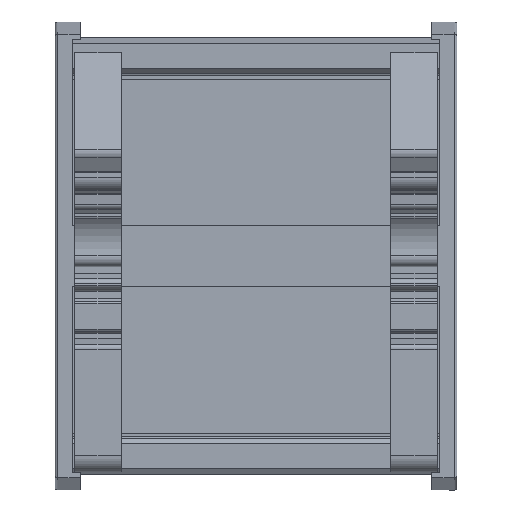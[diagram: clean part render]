
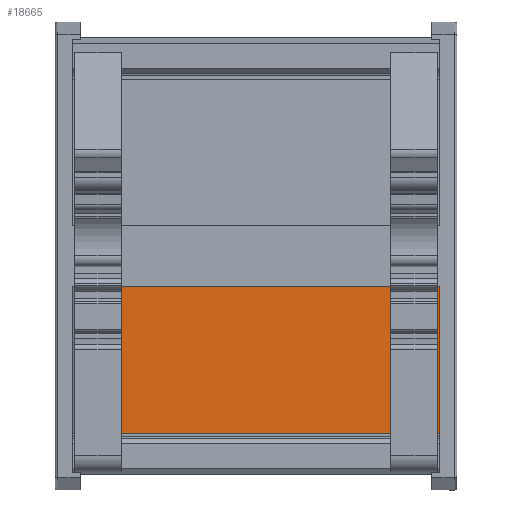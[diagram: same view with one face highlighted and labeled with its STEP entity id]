
A CAD part, front view. The second image highlights one B-rep face of the part: STEP entity #18665.
In plain terms, the highlighted planar face has unit normal (0, -1, 0).
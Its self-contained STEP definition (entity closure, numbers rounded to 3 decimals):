
#18609=CARTESIAN_POINT('',(-530.109,-523.966,72.2));
#18610=VERTEX_POINT('',#18609);
#18617=CARTESIAN_POINT('',(-530.109,-523.966,0.0));
#18618=VERTEX_POINT('',#18617);
#18619=CARTESIAN_POINT('',(-530.109,-523.966,0.0));
#18620=DIRECTION('',(0.0,0.0,1.0));
#18621=VECTOR('',#18620,72.2);
#18622=LINE('',#18619,#18621);
#18623=EDGE_CURVE('',#18618,#18610,#18622,.T.);
#18635=CARTESIAN_POINT('',(-530.109,-523.966,0.0));
#18636=DIRECTION('',(0.0,-1.0,0.0));
#18637=DIRECTION('',(0.0,0.0,-1.0));
#18638=AXIS2_PLACEMENT_3D('',#18635,#18636,#18637);
#18639=PLANE('',#18638);
#18640=CARTESIAN_POINT('',(-558.93,-523.966,72.2));
#18641=VERTEX_POINT('',#18640);
#18642=CARTESIAN_POINT('',(-530.109,-523.966,72.2));
#18643=DIRECTION('',(-1.0,0.0,0.0));
#18644=VECTOR('',#18643,28.821);
#18645=LINE('',#18642,#18644);
#18646=EDGE_CURVE('',#18610,#18641,#18645,.T.);
#18647=ORIENTED_EDGE('',*,*,#18646,.T.);
#18648=CARTESIAN_POINT('',(-558.93,-523.966,0.0));
#18649=VERTEX_POINT('',#18648);
#18650=CARTESIAN_POINT('',(-558.93,-523.966,0.0));
#18651=DIRECTION('',(0.0,0.0,1.0));
#18652=VECTOR('',#18651,72.2);
#18653=LINE('',#18650,#18652);
#18654=EDGE_CURVE('',#18649,#18641,#18653,.T.);
#18655=ORIENTED_EDGE('',*,*,#18654,.F.);
#18656=CARTESIAN_POINT('',(-558.93,-523.966,0.0));
#18657=DIRECTION('',(1.0,0.0,0.0));
#18658=VECTOR('',#18657,28.821);
#18659=LINE('',#18656,#18658);
#18660=EDGE_CURVE('',#18649,#18618,#18659,.T.);
#18661=ORIENTED_EDGE('',*,*,#18660,.T.);
#18662=ORIENTED_EDGE('',*,*,#18623,.T.);
#18663=EDGE_LOOP('',(#18647,#18655,#18661,#18662));
#18664=FACE_OUTER_BOUND('',#18663,.T.);
#18665=ADVANCED_FACE('',(#18664),#18639,.T.);
